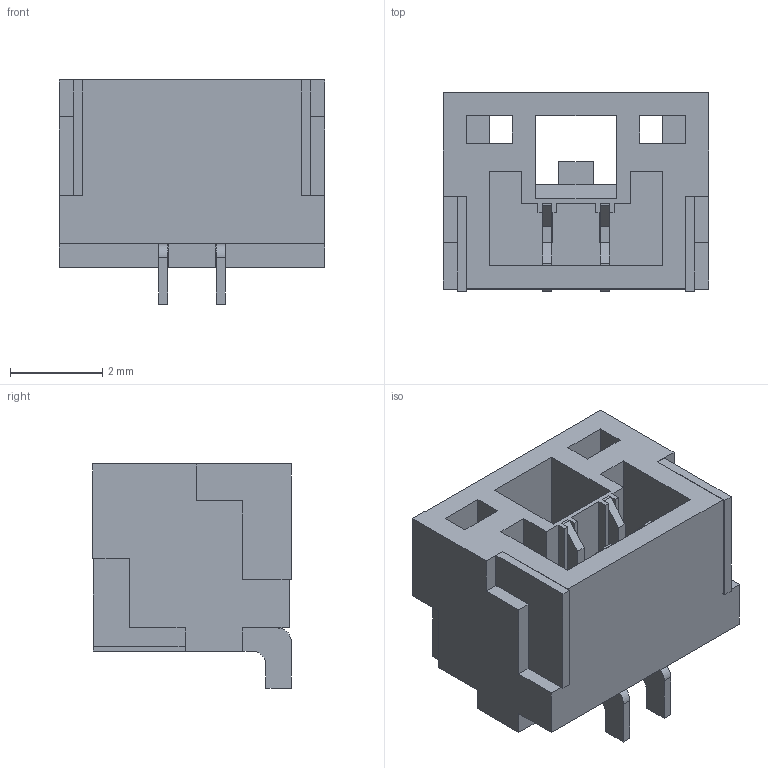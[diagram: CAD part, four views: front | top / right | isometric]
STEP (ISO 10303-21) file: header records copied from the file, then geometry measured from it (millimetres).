
FILE_DESCRIPTION((' '),'2;1');
FILE_NAME( 'SM02B-GHS-TB.stp', '2018-03-28T22:38:33', (' '), ('--- Datakit www.datakit.com---'), ' Datakit CrossCadWare V2017.1 Dec 27 2016', 'DATAKIT 2018 (c)', ' ');
FILE_SCHEMA(('AP203_CONFIGURATION_CONTROLLED_3D_DESIGN_OF_MECHANICAL_PARTS_AND_ASSEMBLIES_MIM_LF { 1 0 10303 403 2 1 2}'));
Length unit declared in the file: millimetre
Products named in the file (1): SM02B-GHS-TB
Bounding box: 5.75 x 4.3 x 4.85 mm (x, y, z)
Volume: 58 mm3; surface area: 267.8 mm2
Topology: 5 solids, 5 shells, 144 faces, 404 edges, 268 vertices
Faces by surface type: plane 140, cylinder 4
Entity records: 4643 total; most frequent: CARTESIAN_POINT 817, ORIENTED_EDGE 808, DIRECTION 702, EDGE_CURVE 404, VECTOR 396, LINE 396, VERTEX_POINT 268, AXIS2_PLACEMENT_3D 153
